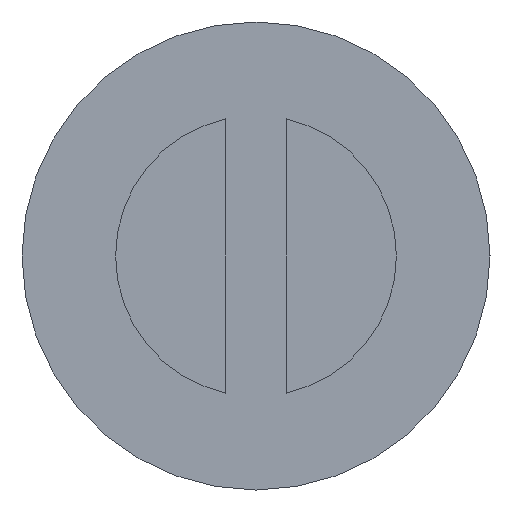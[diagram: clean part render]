
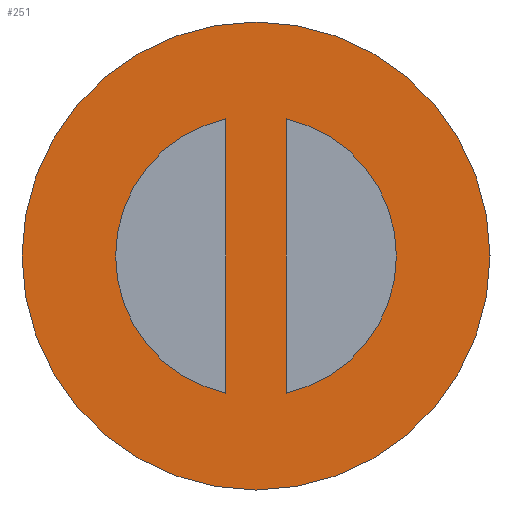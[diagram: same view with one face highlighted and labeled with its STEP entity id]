
A CAD part, left-side view. The second image highlights one B-rep face of the part: STEP entity #251.
In plain terms, the highlighted planar face has unit normal (-1, 0, 0).
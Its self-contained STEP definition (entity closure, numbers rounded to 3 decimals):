
#5 = CARTESIAN_POINT ( 'NONE',  ( 0., 5.65, 7.929 ) ) ;
#8 = DIRECTION ( 'NONE',  ( -1., 0., 0. ) ) ;
#15 = VERTEX_POINT ( 'NONE', #188 ) ;
#41 = ORIENTED_EDGE ( 'NONE', *, *, #266, .F. ) ;
#44 = CIRCLE ( 'NONE', #433, 3. ) ;
#45 = CARTESIAN_POINT ( 'NONE',  ( 0., 5.65, 2.071 ) ) ;
#46 = DIRECTION ( 'NONE',  ( -1., 0., 0. ) ) ;
#56 = ORIENTED_EDGE ( 'NONE', *, *, #332, .F. ) ;
#59 = CARTESIAN_POINT ( 'NONE',  ( 0., 4.35, 7.929 ) ) ;
#65 = AXIS2_PLACEMENT_3D ( 'NONE', #375, #158, #348 ) ;
#66 = EDGE_CURVE ( 'NONE', #148, #15, #249, .T. ) ;
#87 = DIRECTION ( 'NONE',  ( 0., 0., 1. ) ) ;
#97 = CARTESIAN_POINT ( 'NONE',  ( 0., 5., 5. ) ) ;
#99 = VERTEX_POINT ( 'NONE', #59 ) ;
#101 = EDGE_CURVE ( 'NONE', #15, #148, #409, .T. ) ;
#118 = LINE ( 'NONE', #45, #159 ) ;
#138 = AXIS2_PLACEMENT_3D ( 'NONE', #447, #46, #87 ) ;
#148 = VERTEX_POINT ( 'NONE', #175 ) ;
#152 = CARTESIAN_POINT ( 'NONE',  ( 0., 0., 10. ) ) ;
#158 = DIRECTION ( 'NONE',  ( 1., 0., 0. ) ) ;
#159 = VECTOR ( 'NONE', #219, 1000. ) ;
#175 = CARTESIAN_POINT ( 'NONE',  ( 0., 5., 0. ) ) ;
#177 = LINE ( 'NONE', #323, #221 ) ;
#181 = AXIS2_PLACEMENT_3D ( 'NONE', #97, #298, #267 ) ;
#184 = FACE_BOUND ( 'NONE', #216, .T. ) ;
#188 = CARTESIAN_POINT ( 'NONE',  ( 0., 5., 10. ) ) ;
#216 = EDGE_LOOP ( 'NONE', ( #362, #56 ) ) ;
#219 = DIRECTION ( 'NONE',  ( 0., 0., 1. ) ) ;
#221 = VECTOR ( 'NONE', #477, 1000. ) ;
#225 = FACE_BOUND ( 'NONE', #356, .T. ) ;
#232 = EDGE_CURVE ( 'NONE', #99, #269, #177, .T. ) ;
#243 = CIRCLE ( 'NONE', #138, 3. ) ;
#248 = ORIENTED_EDGE ( 'NONE', *, *, #66, .F. ) ;
#249 = CIRCLE ( 'NONE', #181, 5. ) ;
#251 = ADVANCED_FACE ( 'NONE', ( #225, #184, #330 ), #408, .F. ) ;
#260 = CARTESIAN_POINT ( 'NONE',  ( 0., 5.65, 2.071 ) ) ;
#262 = DIRECTION ( 'NONE',  ( 1., 0., 0. ) ) ;
#266 = EDGE_CURVE ( 'NONE', #374, #301, #118, .T. ) ;
#267 = DIRECTION ( 'NONE',  ( 0., 0., -1. ) ) ;
#269 = VERTEX_POINT ( 'NONE', #368 ) ;
#298 = DIRECTION ( 'NONE',  ( 1., 0., 0. ) ) ;
#301 = VERTEX_POINT ( 'NONE', #5 ) ;
#320 = EDGE_CURVE ( 'NONE', #301, #374, #243, .T. ) ;
#323 = CARTESIAN_POINT ( 'NONE',  ( 0., 4.35, 2.071 ) ) ;
#330 = FACE_OUTER_BOUND ( 'NONE', #413, .T. ) ;
#332 = EDGE_CURVE ( 'NONE', #269, #99, #44, .T. ) ;
#334 = DIRECTION ( 'NONE',  ( 0., 0., 1. ) ) ;
#348 = DIRECTION ( 'NONE',  ( 0., 0., -1. ) ) ;
#356 = EDGE_LOOP ( 'NONE', ( #41, #422 ) ) ;
#362 = ORIENTED_EDGE ( 'NONE', *, *, #232, .F. ) ;
#368 = CARTESIAN_POINT ( 'NONE',  ( 0., 4.35, 2.071 ) ) ;
#374 = VERTEX_POINT ( 'NONE', #260 ) ;
#375 = CARTESIAN_POINT ( 'NONE',  ( 0., 5., 5. ) ) ;
#405 = CARTESIAN_POINT ( 'NONE',  ( 0., 5., 5. ) ) ;
#406 = AXIS2_PLACEMENT_3D ( 'NONE', #152, #262, #444 ) ;
#408 = PLANE ( 'NONE',  #406 ) ;
#409 = CIRCLE ( 'NONE', #65, 5. ) ;
#410 = ORIENTED_EDGE ( 'NONE', *, *, #101, .F. ) ;
#413 = EDGE_LOOP ( 'NONE', ( #248, #410 ) ) ;
#422 = ORIENTED_EDGE ( 'NONE', *, *, #320, .F. ) ;
#433 = AXIS2_PLACEMENT_3D ( 'NONE', #405, #8, #334 ) ;
#444 = DIRECTION ( 'NONE',  ( 0., 0., -1. ) ) ;
#447 = CARTESIAN_POINT ( 'NONE',  ( 0., 5., 5. ) ) ;
#477 = DIRECTION ( 'NONE',  ( 0., 0., -1. ) ) ;
